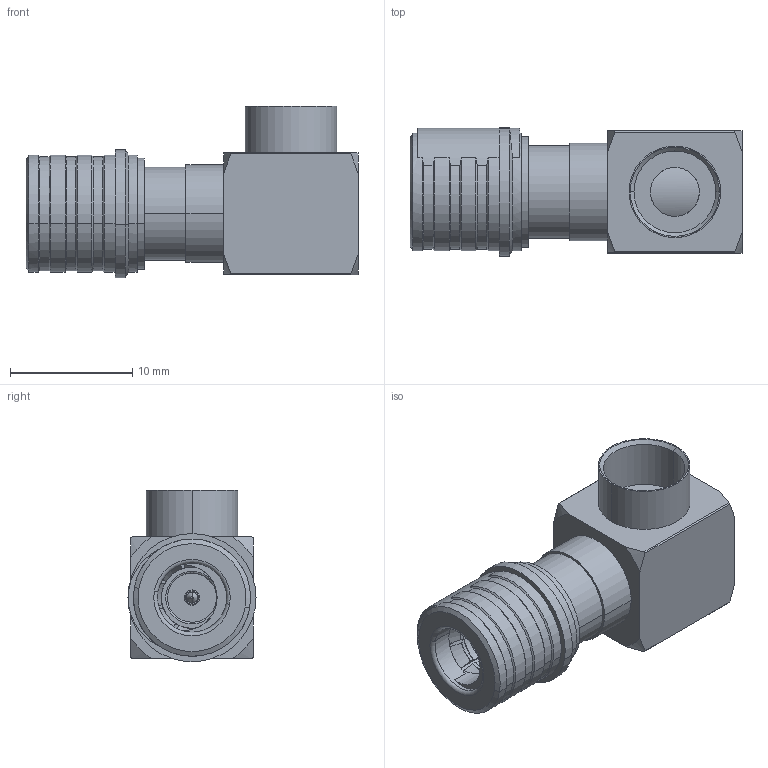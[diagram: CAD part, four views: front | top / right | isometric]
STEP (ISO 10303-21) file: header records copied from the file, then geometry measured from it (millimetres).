
FILE_DESCRIPTION (( 'STEP AP203' ), '1' );
FILE_NAME ('3190-6228(TC-250-QM-RA-LP).STEP', '2020-08-18T05:49:52', ( '' ), ( '' ), 'SwSTEP 2.0', 'SolidWorks 2018', '' );
FILE_SCHEMA (( 'CONFIG_CONTROL_DESIGN' ));
Length unit declared in the file: inch
Products named in the file (1): 3190-6228(TC-250-QM-RA-LP)
Bounding box: 27.2 x 10.5 x 14.05 mm (x, y, z)
Volume: 1922.9 mm3; surface area: 1870.7 mm2
Topology: 1 solids, 2 shells, 212 faces, 579 edges, 375 vertices
Faces by surface type: cylinder 79, cone 59, plane 48, torus 24, sphere 2
Entity records: 7331 total; most frequent: CARTESIAN_POINT 1889, ORIENTED_EDGE 1152, DIRECTION 1134, EDGE_CURVE 576, AXIS2_PLACEMENT_3D 473, VERTEX_POINT 374, CIRCLE 260, EDGE_LOOP 230
